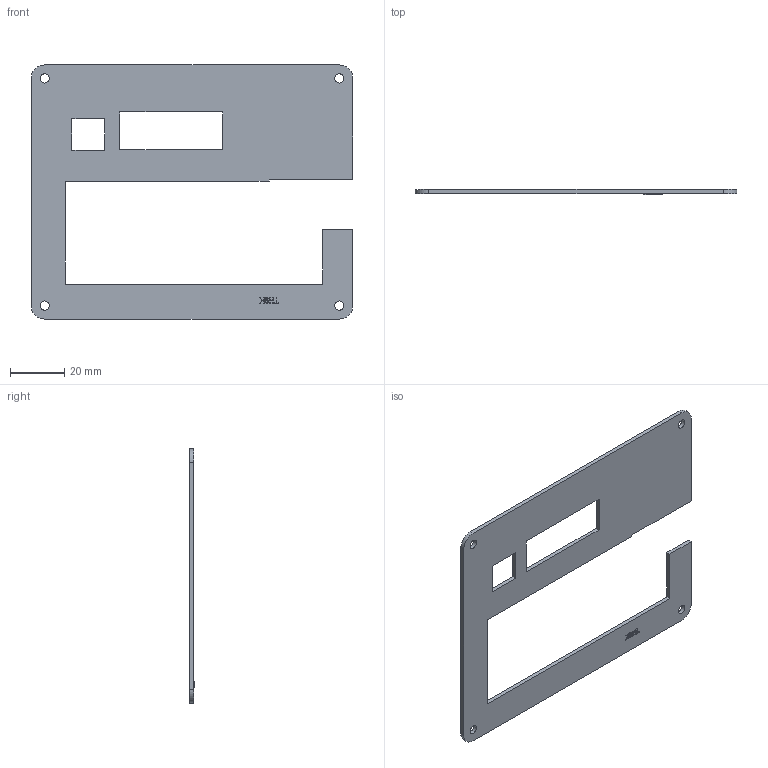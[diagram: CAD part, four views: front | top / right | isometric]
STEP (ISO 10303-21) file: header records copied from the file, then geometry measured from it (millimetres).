
FILE_DESCRIPTION(/* description */ (''),/* implementation_level */ '2;1');
FILE_NAME(/* name */ 'TOP.step',/* time_stamp */ '2025-05-27T19:39:50-04:00',/* author */ (''),/* organization */ (''),/* preprocessor_version */ 'ST-DEVELOPER v20.1',/* originating_system */ 'Autodesk Translation Framework v14.10.0.0',/* authorisation */ '');
FILE_SCHEMA (('AUTOMOTIVE_DESIGN { 1 0 10303 214 3 1 1 }'));
Length unit declared in the file: millimetre
Products named in the file (3): Untitled; Component1; Untitled_1
Assembly tree (2 placements, depth 2):
  Untitled
    Component1
    Untitled_1
Bounding box: 119 x 1.7 x 94 mm (x, y, z)
Volume: 9907.1 mm3; surface area: 14514.1 mm2
Topology: 1 solids, 1 shells, 97 faces, 270 edges, 180 vertices
Faces by surface type: plane 60, bspline 29, cylinder 8
Full cylindrical faces by diameter (mm): 3.4 x4
Entity records: 3481 total; most frequent: CARTESIAN_POINT 1046, ORIENTED_EDGE 540, DIRECTION 376, EDGE_CURVE 270, LINE 196, VECTOR 196, VERTEX_POINT 180, EDGE_LOOP 114
